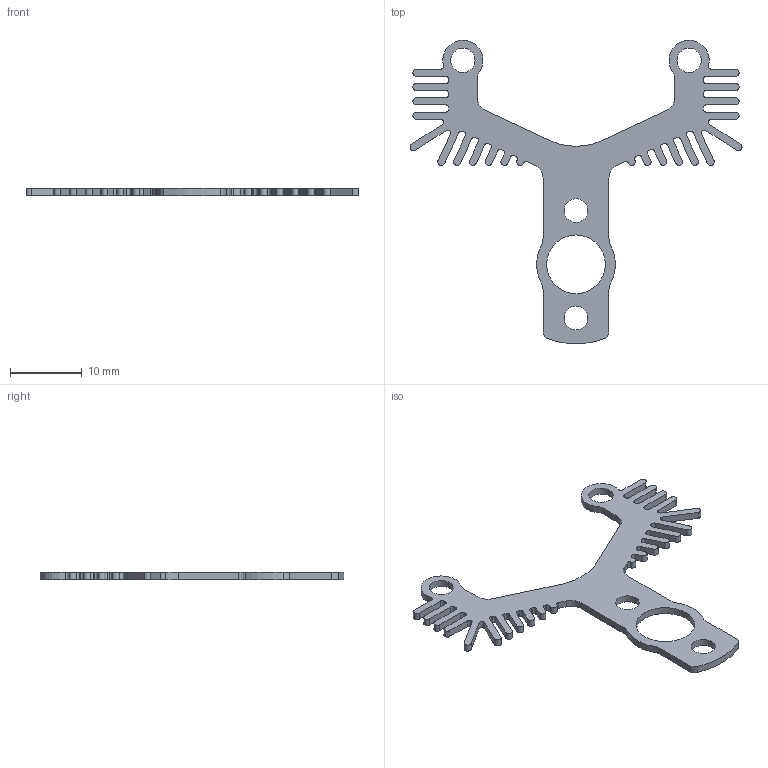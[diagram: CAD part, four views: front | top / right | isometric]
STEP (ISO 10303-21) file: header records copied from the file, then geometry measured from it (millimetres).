
FILE_DESCRIPTION(/* description */ ('','CAx-IF Rec.Pracs.---Representation and Presentation of Product Manufacturing Information (PMI)---4.0---2014-10-13'),/* implementation_level */ '2;1');
FILE_NAME(/* name */ 'MicroXY_Turkey_Bacon_1Ti5_X1.stp',/* time_stamp */ '2025-02-13T19:13:14-08:00',/* author */ (''),/* organization */ (''),/* preprocessor_version */ 'ST-DEVELOPER v20',/* originating_system */ 'Autodesk Translation Framework v13.20.0.188',/* authorisation */ '');
FILE_SCHEMA (('AP242_MANAGED_MODEL_BASED_3D_ENGINEERING_MIM_LF { 1 0 10303 442 1 1 4 }'));
Length unit declared in the file: millimetre
Products named in the file (1): STP:MicroXY_Turkey_Bacon_1Ti5_X1
Bounding box: 46.39 x 42.37 x 1.02 mm (x, y, z)
Volume: 464.5 mm3; surface area: 1314.9 mm2
Topology: 1 solids, 1 shells, 161 faces, 477 edges, 318 vertices
Faces by surface type: cylinder 88, plane 73
Full cylindrical faces by diameter (mm): 3.3 x2, 3.4 x2, 8.2 x1
Entity records: 5500 total; most frequent: DIRECTION 977, CARTESIAN_POINT 957, ORIENTED_EDGE 954, EDGE_CURVE 477, AXIS2_PLACEMENT_3D 338, VERTEX_POINT 318, LINE 301, VECTOR 301
